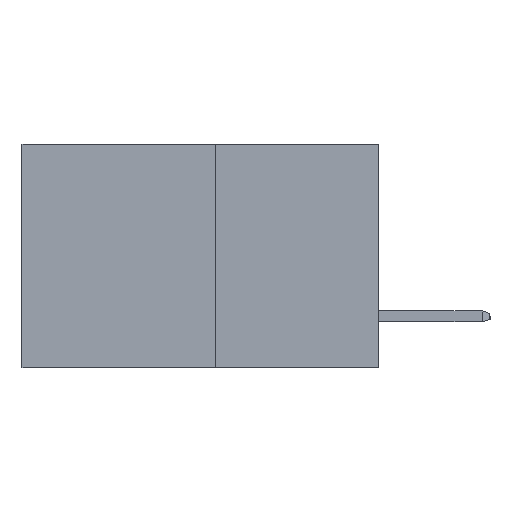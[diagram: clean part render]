
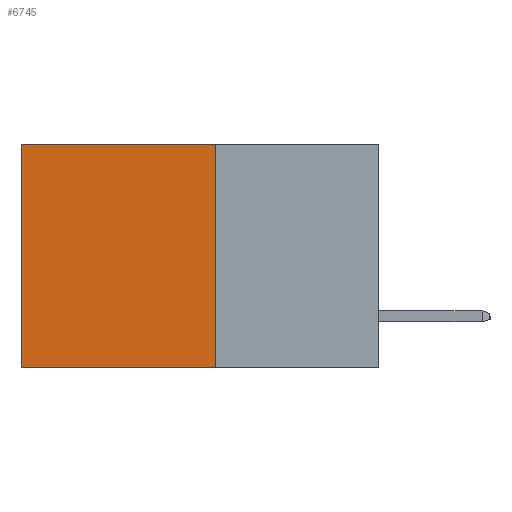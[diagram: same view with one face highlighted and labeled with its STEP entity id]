
A CAD part, left-side view. The second image highlights one B-rep face of the part: STEP entity #6745.
In plain terms, the highlighted planar face has unit normal (-1, 0, 0).
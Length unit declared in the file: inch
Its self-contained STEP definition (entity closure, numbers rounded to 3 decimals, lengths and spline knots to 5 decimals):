
#35 = LINE ( 'NONE', #12955, #3114 ) ;
#510 = EDGE_LOOP ( 'NONE', ( #12837, #13152, #4800, #13465 ) ) ;
#910 = VECTOR ( 'NONE', #2947, 39.37008 ) ;
#1173 = CARTESIAN_POINT ( 'NONE',  ( 0.277, 0.27, 0. ) ) ;
#1469 = DIRECTION ( 'NONE',  ( 0., 0., -1. ) ) ;
#2195 = EDGE_CURVE ( 'NONE', #10363, #14009, #13873, .T. ) ;
#2327 = VECTOR ( 'NONE', #1469, 39.37008 ) ;
#2734 = CARTESIAN_POINT ( 'NONE',  ( 0.277, 0.27, -0.37 ) ) ;
#2947 = DIRECTION ( 'NONE',  ( 0., 0., -1. ) ) ;
#3114 = VECTOR ( 'NONE', #12989, 39.37008 ) ;
#4003 = CARTESIAN_POINT ( 'NONE',  ( 0.277, 0.27, -0.37 ) ) ;
#4273 = EDGE_CURVE ( 'NONE', #8000, #14009, #35, .T. ) ;
#4800 = ORIENTED_EDGE ( 'NONE', *, *, #9509, .F. ) ;
#5415 = FACE_OUTER_BOUND ( 'NONE', #510, .T. ) ;
#6745 = ADVANCED_FACE ( 'NONE', ( #5415 ), #9716, .F. ) ;
#6840 = EDGE_CURVE ( 'NONE', #12565, #10363, #9620, .T. ) ;
#7309 = DIRECTION ( 'NONE',  ( 0., 1., 0. ) ) ;
#7522 = CARTESIAN_POINT ( 'NONE',  ( 0.277, 0.27, 0. ) ) ;
#8000 = VERTEX_POINT ( 'NONE', #2734 ) ;
#8121 = CARTESIAN_POINT ( 'NONE',  ( 0.277, 0.59, -0.37 ) ) ;
#8163 = CARTESIAN_POINT ( 'NONE',  ( 0.277, 0.59, -0.37 ) ) ;
#9370 = AXIS2_PLACEMENT_3D ( 'NONE', #9876, #9652, #9610 ) ;
#9509 = EDGE_CURVE ( 'NONE', #12565, #8000, #12647, .T. ) ;
#9610 = DIRECTION ( 'NONE',  ( 0., 0., -1. ) ) ;
#9620 = LINE ( 'NONE', #7522, #12097 ) ;
#9652 = DIRECTION ( 'NONE',  ( 1., 0., 0. ) ) ;
#9716 = PLANE ( 'NONE',  #9370 ) ;
#9876 = CARTESIAN_POINT ( 'NONE',  ( 0.277, 0.27, -0.37 ) ) ;
#10363 = VERTEX_POINT ( 'NONE', #12576 ) ;
#12097 = VECTOR ( 'NONE', #7309, 39.37008 ) ;
#12565 = VERTEX_POINT ( 'NONE', #1173 ) ;
#12576 = CARTESIAN_POINT ( 'NONE',  ( 0.277, 0.59, 0. ) ) ;
#12647 = LINE ( 'NONE', #4003, #910 ) ;
#12837 = ORIENTED_EDGE ( 'NONE', *, *, #2195, .T. ) ;
#12955 = CARTESIAN_POINT ( 'NONE',  ( 0.277, 0.27, -0.37 ) ) ;
#12989 = DIRECTION ( 'NONE',  ( 0., 1., 0. ) ) ;
#13152 = ORIENTED_EDGE ( 'NONE', *, *, #4273, .F. ) ;
#13465 = ORIENTED_EDGE ( 'NONE', *, *, #6840, .T. ) ;
#13873 = LINE ( 'NONE', #8163, #2327 ) ;
#14009 = VERTEX_POINT ( 'NONE', #8121 ) ;
